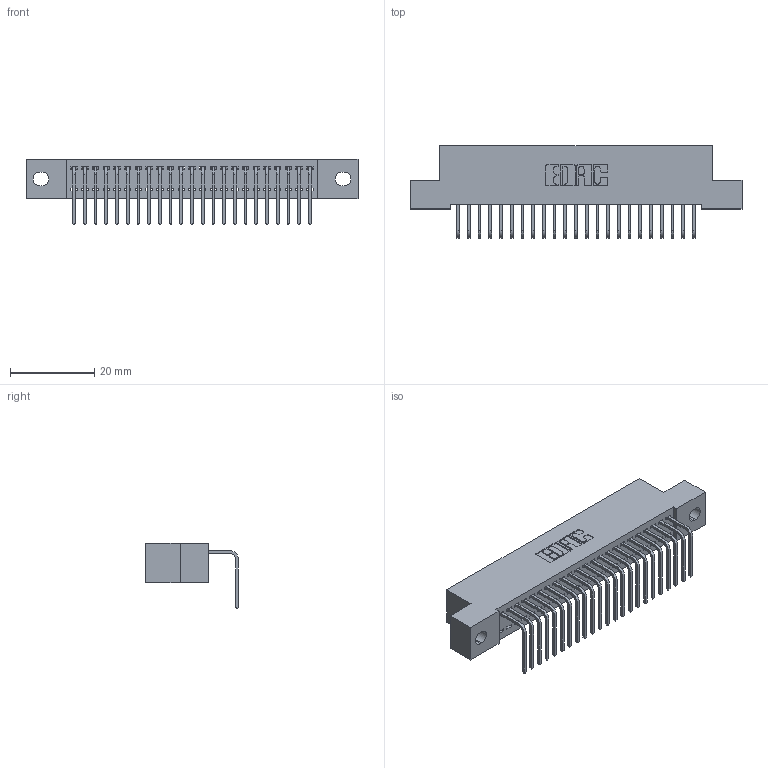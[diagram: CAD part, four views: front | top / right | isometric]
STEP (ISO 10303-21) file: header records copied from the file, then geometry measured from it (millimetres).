
FILE_DESCRIPTION (( 'STEP AP203' ), '1' );
FILE_NAME ('392-023-558-102.STEP', '2019-10-07T07:00:03', ( '' ), ( '' ), 'SwSTEP 2.0', 'SolidWorks 2016', '' );
FILE_SCHEMA (( 'CONFIG_CONTROL_DESIGN' ));
Length unit declared in the file: inch
Products named in the file (3): 342 Part_.128 Slot; 345-292-001_558 Tail - 2; 392-023-558-102
Assembly tree (24 placements, depth 2):
  392-023-558-102
    342 Part_.128 Slot
    345-292-001_558 Tail - 2  x23
Bounding box: 78.74 x 21.91 x 15.62 mm (x, y, z)
Volume: 6858.4 mm3; surface area: 9911.4 mm2
Topology: 24 solids, 24 shells, 1494 faces, 4497 edges, 2966 vertices
Faces by surface type: plane 1082, cylinder 412
Entity records: 16605 total; most frequent: CARTESIAN_POINT 2875, ORIENTED_EDGE 2834, DIRECTION 2463, EDGE_CURVE 1417, LINE 1289, VECTOR 1289, VERTEX_POINT 942, AXIS2_PLACEMENT_3D 587
